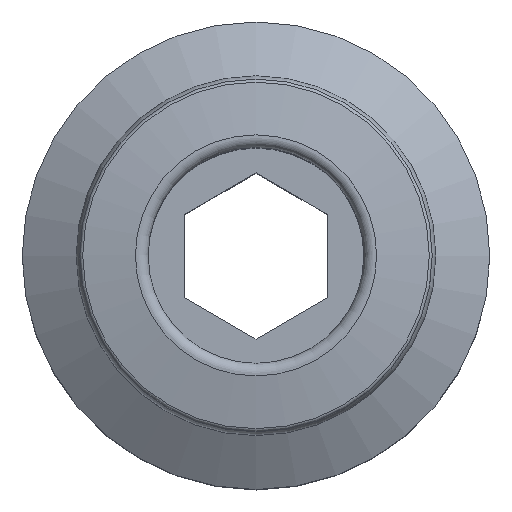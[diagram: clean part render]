
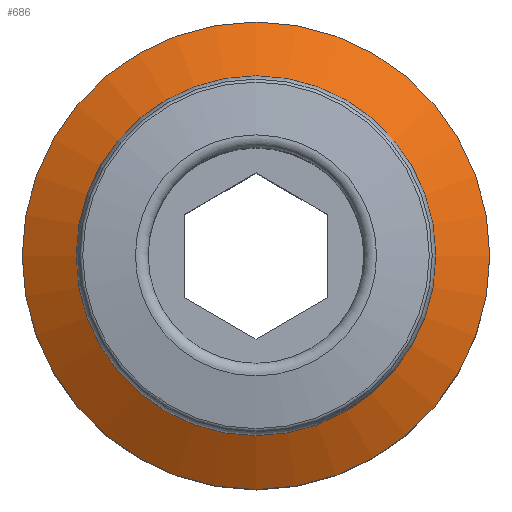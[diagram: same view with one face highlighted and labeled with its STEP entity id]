
A CAD part, top view. The second image highlights one B-rep face of the part: STEP entity #686.
In plain terms, the highlighted conical face has half-angle 60 degrees and reference radius 5 mm.
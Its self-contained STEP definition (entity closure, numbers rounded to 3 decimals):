
#21=CONICAL_SURFACE('',#741,5.,1.047);
#54=CIRCLE('',#740,5.);
#55=CIRCLE('',#742,6.5);
#131=ORIENTED_EDGE('',*,*,#199,.F.);
#132=ORIENTED_EDGE('',*,*,#198,.T.);
#198=EDGE_CURVE('',#238,#238,#54,.T.);
#199=EDGE_CURVE('',#239,#239,#55,.T.);
#238=VERTEX_POINT('',#1013);
#239=VERTEX_POINT('',#1016);
#310=EDGE_LOOP('',(#131));
#311=EDGE_LOOP('',(#132));
#374=FACE_BOUND('',#310,.T.);
#375=FACE_BOUND('',#311,.T.);
#686=ADVANCED_FACE('',(#374,#375),#21,.T.);
#740=AXIS2_PLACEMENT_3D('',#1012,#851,#852);
#741=AXIS2_PLACEMENT_3D('',#1014,#853,#854);
#742=AXIS2_PLACEMENT_3D('',#1015,#855,#856);
#851=DIRECTION('',(0.,0.,-1.));
#852=DIRECTION('',(-1.,0.,0.));
#853=DIRECTION('',(0.,0.,-1.));
#854=DIRECTION('',(-1.,0.,0.));
#855=DIRECTION('',(0.,0.,-1.));
#856=DIRECTION('',(-1.,0.,0.));
#1012=CARTESIAN_POINT('',(0.,0.,12.9));
#1013=CARTESIAN_POINT('',(-5.,0.,12.9));
#1014=CARTESIAN_POINT('',(0.,0.,12.9));
#1015=CARTESIAN_POINT('',(0.,0.,12.034));
#1016=CARTESIAN_POINT('',(-6.5,0.,12.034));
